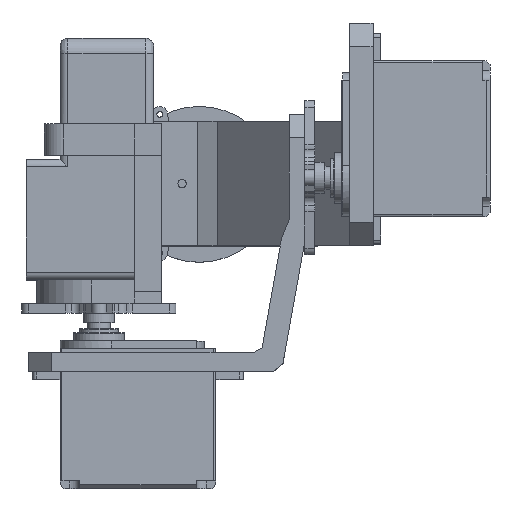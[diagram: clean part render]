
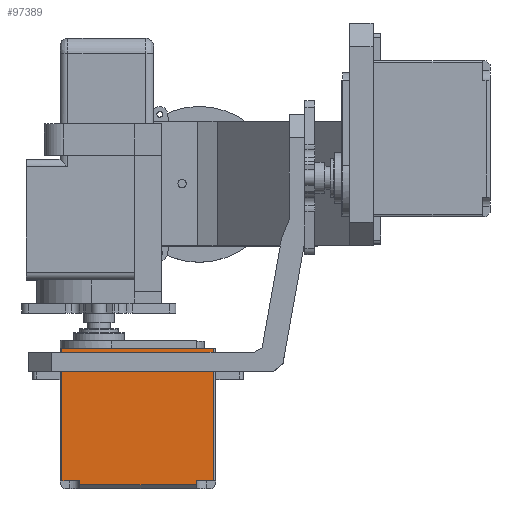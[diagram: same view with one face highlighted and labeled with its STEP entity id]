
A CAD part, top view. The second image highlights one B-rep face of the part: STEP entity #97389.
In plain terms, the highlighted face is planar.
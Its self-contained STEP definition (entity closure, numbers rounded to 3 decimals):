
#5908=PLANE('',#104323);
#9759=FACE_OUTER_BOUND('',#15477,.T.);
#15477=EDGE_LOOP('',(#69425,#69426,#69427,#69428,#69429,#69430,#69431,#69432,
#69433));
#21761=LINE('',#143378,#32052);
#21766=LINE('',#143395,#32057);
#21767=LINE('',#143396,#32058);
#21768=LINE('',#143398,#32059);
#21769=LINE('',#143400,#32060);
#21770=LINE('',#143402,#32061);
#21771=LINE('',#143404,#32062);
#21772=LINE('',#143406,#32063);
#21773=LINE('',#143407,#32064);
#32052=VECTOR('',#114661,29.5);
#32057=VECTOR('',#114674,4.5);
#32058=VECTOR('',#114675,34.);
#32059=VECTOR('',#114676,9.5);
#32060=VECTOR('',#114677,34.);
#32061=VECTOR('',#114678,4.5);
#32062=VECTOR('',#114679,1.);
#32063=VECTOR('',#114680,30.);
#32064=VECTOR('',#114681,1.);
#45595=VERTEX_POINT('',#143375);
#45596=VERTEX_POINT('',#143377);
#45603=VERTEX_POINT('',#143393);
#45604=VERTEX_POINT('',#143394);
#45605=VERTEX_POINT('',#143397);
#45606=VERTEX_POINT('',#143399);
#45607=VERTEX_POINT('',#143401);
#45608=VERTEX_POINT('',#143403);
#45609=VERTEX_POINT('',#143405);
#54584=EDGE_CURVE('',#45595,#45596,#21761,.T.);
#54592=EDGE_CURVE('',#45603,#45604,#21766,.T.);
#54593=EDGE_CURVE('',#45603,#45596,#21767,.T.);
#54594=EDGE_CURVE('',#45605,#45595,#21768,.T.);
#54595=EDGE_CURVE('',#45606,#45605,#21769,.T.);
#54596=EDGE_CURVE('',#45606,#45607,#21770,.T.);
#54597=EDGE_CURVE('',#45608,#45607,#21771,.T.);
#54598=EDGE_CURVE('',#45608,#45609,#21772,.T.);
#54599=EDGE_CURVE('',#45609,#45604,#21773,.T.);
#69425=ORIENTED_EDGE('',*,*,#54592,.F.);
#69426=ORIENTED_EDGE('',*,*,#54593,.T.);
#69427=ORIENTED_EDGE('',*,*,#54584,.F.);
#69428=ORIENTED_EDGE('',*,*,#54594,.F.);
#69429=ORIENTED_EDGE('',*,*,#54595,.F.);
#69430=ORIENTED_EDGE('',*,*,#54596,.T.);
#69431=ORIENTED_EDGE('',*,*,#54597,.F.);
#69432=ORIENTED_EDGE('',*,*,#54598,.T.);
#69433=ORIENTED_EDGE('',*,*,#54599,.T.);
#97389=ADVANCED_FACE('',(#9759),#5908,.F.);
#104323=AXIS2_PLACEMENT_3D('',#143392,#114672,#114673);
#114661=DIRECTION('',(1.,0.,0.));
#114672=DIRECTION('center_axis',(0.,1.,0.));
#114673=DIRECTION('ref_axis',(0.,0.,1.));
#114674=DIRECTION('',(-1.,0.,0.));
#114675=DIRECTION('',(0.,0.,1.));
#114676=DIRECTION('',(1.,0.,0.));
#114677=DIRECTION('',(0.,0.,1.));
#114678=DIRECTION('',(1.,0.,0.));
#114679=DIRECTION('',(0.,0.,1.));
#114680=DIRECTION('',(1.,0.,0.));
#114681=DIRECTION('',(0.,0.,1.));
#143375=CARTESIAN_POINT('',(-10.,-10.,36.));
#143377=CARTESIAN_POINT('',(19.5,-10.,36.));
#143378=CARTESIAN_POINT('',(-10.,-10.,36.));
#143392=CARTESIAN_POINT('Origin',(20.,-10.,0.));
#143393=CARTESIAN_POINT('',(19.5,-10.,2.));
#143394=CARTESIAN_POINT('',(15.,-10.,2.));
#143395=CARTESIAN_POINT('',(19.5,-10.,2.));
#143396=CARTESIAN_POINT('',(19.5,-10.,2.));
#143397=CARTESIAN_POINT('',(-19.5,-10.,36.));
#143398=CARTESIAN_POINT('',(-19.5,-10.,36.));
#143399=CARTESIAN_POINT('',(-19.5,-10.,2.));
#143400=CARTESIAN_POINT('',(-19.5,-10.,2.));
#143401=CARTESIAN_POINT('',(-15.,-10.,2.));
#143402=CARTESIAN_POINT('',(-19.5,-10.,2.));
#143403=CARTESIAN_POINT('',(-15.,-10.,1.));
#143404=CARTESIAN_POINT('',(-15.,-10.,1.));
#143405=CARTESIAN_POINT('',(15.,-10.,1.));
#143406=CARTESIAN_POINT('',(-15.,-10.,1.));
#143407=CARTESIAN_POINT('',(15.,-10.,1.));
